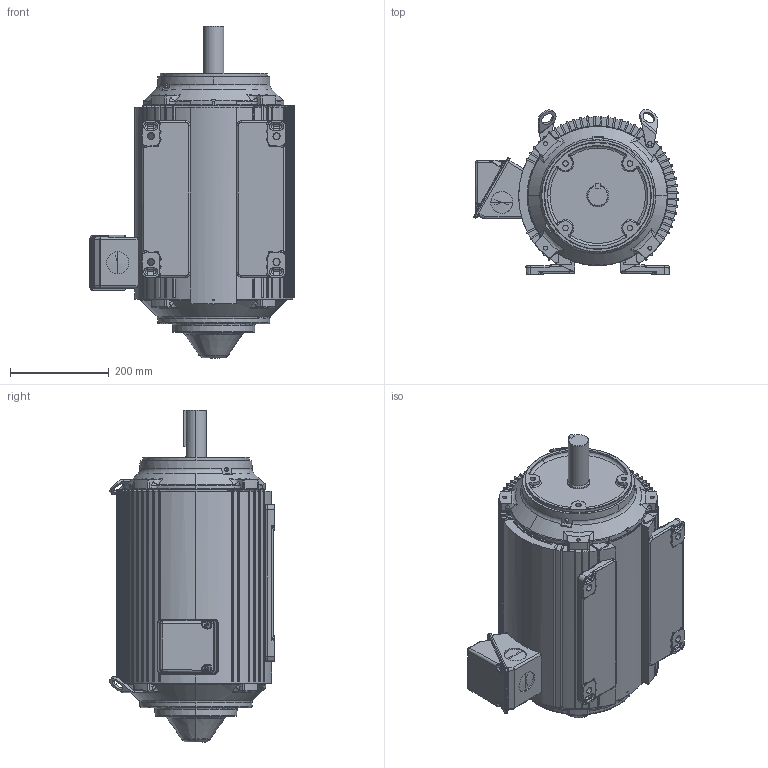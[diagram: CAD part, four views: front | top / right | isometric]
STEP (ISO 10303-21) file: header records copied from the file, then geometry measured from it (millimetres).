
FILE_DESCRIPTION (( 'STEP AP214' ), '1' );
FILE_NAME ('UN20T2BC.STEP', '2024-08-13T01:13:03', ( '' ), ( '' ), 'SwSTEP 2.0', 'SolidWorks 2021', '' );
FILE_SCHEMA (( 'AUTOMOTIVE_DESIGN' ));
Products named in the file (1): UN20T2BC
Bounding box: 412.73 x 332.54 x 670.74 mm (x, y, z)
Volume: 37567108.2 mm3; surface area: 1103312.4 mm2
Topology: 4 solids, 36 shells, 2176 faces, 5651 edges, 3552 vertices
Faces by surface type: cylinder 726, plane 540, bspline 416, cone 253, torus 136, sphere 105
Entity records: 101766 total; most frequent: CARTESIAN_POINT 52780, ORIENTED_EDGE 11212, DIRECTION 9081, EDGE_CURVE 5606, VERTEX_POINT 3552, AXIS2_PLACEMENT_3D 3549, EDGE_LOOP 2262, ADVANCED_FACE 2176
